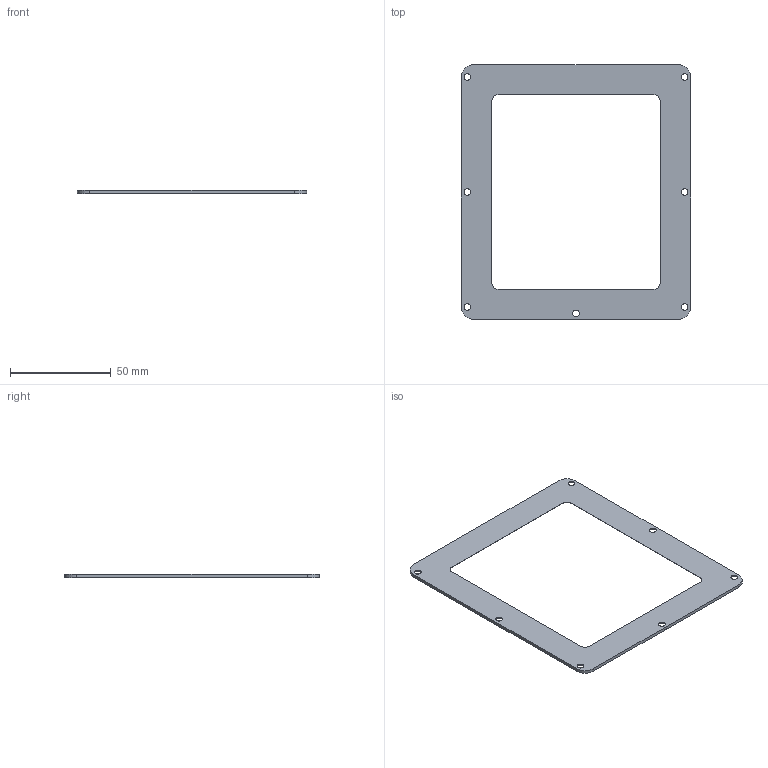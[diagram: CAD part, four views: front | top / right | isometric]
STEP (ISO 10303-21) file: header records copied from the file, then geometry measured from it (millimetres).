
FILE_DESCRIPTION(/* description */ ('','CAx-IF Rec.Pracs.---Representation and Presentation of Product Manufacturing Information (PMI)---4.0---2014-10-13'),/* implementation_level */ '2;1');
FILE_NAME(/* name */ 'FB FAC V3_Scratch Guard.stp',/* time_stamp */ '2023-11-27T18:05:30-05:00',/* author */ ('talbotj'),/* organization */ (''),/* preprocessor_version */ 'ST-DEVELOPER v19.2',/* originating_system */ 'Autodesk Inventor 2023',/* authorisation */ '');
FILE_SCHEMA (('AP242_MANAGED_MODEL_BASED_3D_ENGINEERING_MIM_LF { 1 0 10303 442 1 1 4 }'));
Length unit declared in the file: inch
Products named in the file (1): FB FAC V3_Scratch Guard
Bounding box: 113.89 x 126.59 x 1.6 mm (x, y, z)
Volume: 9453.1 mm3; surface area: 13528.4 mm2
Topology: 1 solids, 1 shells, 32 faces, 83 edges, 53 vertices
Faces by surface type: cylinder 15, cone 7, plane 6, torus 4
Full cylindrical faces by diameter (mm): 3.277 x7
Entity records: 1140 total; most frequent: DIRECTION 202, CARTESIAN_POINT 174, ORIENTED_EDGE 166, EDGE_CURVE 83, AXIS2_PLACEMENT_3D 82, VERTEX_POINT 53, EDGE_LOOP 48, CIRCLE 45
